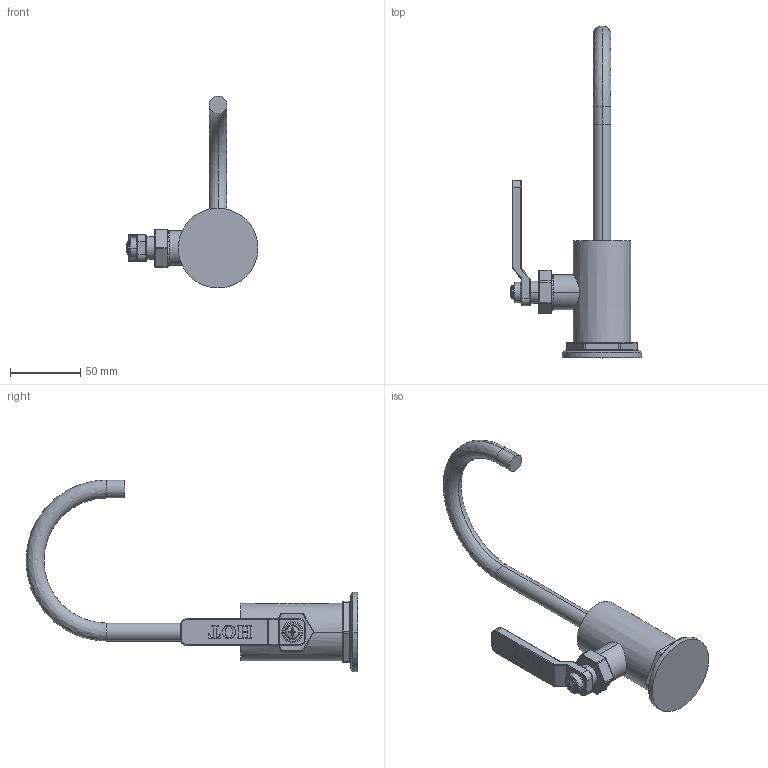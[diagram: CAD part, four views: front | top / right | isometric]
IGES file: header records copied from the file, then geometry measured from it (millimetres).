
Start section:  PTC IGES file: 3220-5613.igs
Global section: file name: 3220-5613.igs; native system: Creo Parametric by PTC Inc.; preprocessor: 2018400; author: jinson.thomas; organization: Unknown; date: 20210422.133513; units: inch
Bounding box: 93.64 x 235.59 x 136.27 mm (x, y, z)
Volume: 177279.9 mm3; surface area: 34454.7 mm2
Topology: 1 solids, 1 shells, 394 faces, 962 edges, 582 vertices
Faces by surface type: revolution 192, bspline 133, extrusion 69
